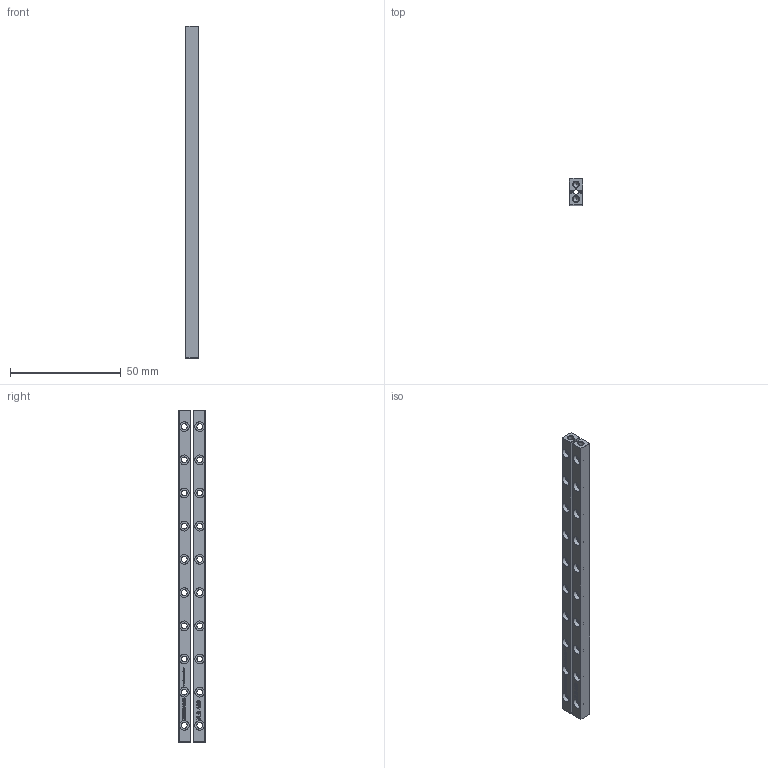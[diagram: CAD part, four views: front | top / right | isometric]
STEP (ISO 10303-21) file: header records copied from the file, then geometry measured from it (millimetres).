
FILE_DESCRIPTION(('FreeCAD Model'),'2;1');
FILE_NAME('R 2-150.step', '2020-08-05T13:18:07',('Author'),(''), 'Open CASCADE STEP processor 6.8','FreeCAD','Unknown');
FILE_SCHEMA(('AUTOMOTIVE_DESIGN_CC2 { 1 2 10303 214 -1 1 5 4 }'));
Length unit declared in the file: millimetre
Products named in the file (2): ASSEMBLY; Schienenpaar
Assembly tree (1 placements, depth 2):
  ASSEMBLY
    Schienenpaar
Bounding box: 6 x 12 x 150 mm (x, y, z)
Volume: 8436.1 mm3; surface area: 8542.2 mm2
Topology: 2 solids, 2 shells, 710 faces, 1875 edges, 1226 vertices
Faces by surface type: extrusion 404, plane 232, cylinder 46, cone 28
Full cylindrical faces by diameter (mm): 2.5 x4, 2.55 x20, 4.4 x20
Entity records: 46589 total; most frequent: CARTESIAN_POINT 11568, DIRECTION 5081, VECTOR 4165, LINE 3761, ORIENTED_EDGE 3742, PCURVE 3742, DEFINITIONAL_REPRESENTATION 3742, B_SPLINE_CURVE_WITH_KNOTS 2052
